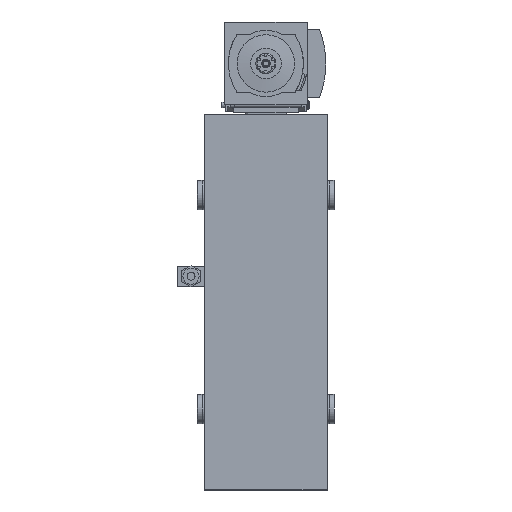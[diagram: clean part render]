
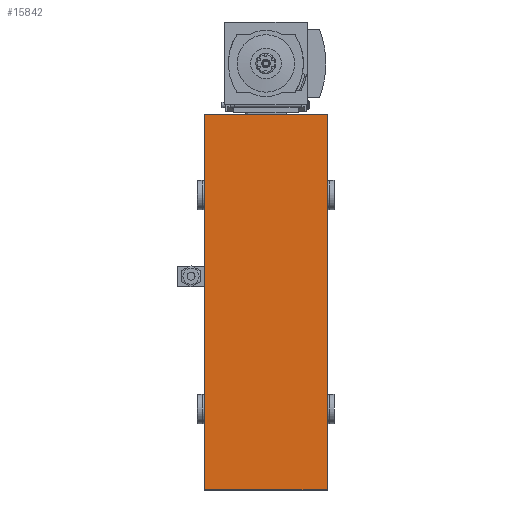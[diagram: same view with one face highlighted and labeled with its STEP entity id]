
A CAD part, front view. The second image highlights one B-rep face of the part: STEP entity #15842.
In plain terms, the highlighted planar face has unit normal (0, -1, 0).
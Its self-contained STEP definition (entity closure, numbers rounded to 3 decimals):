
#400=LINE('',#21663,#1522);
#401=LINE('',#21665,#1523);
#402=LINE('',#21667,#1524);
#403=LINE('',#21669,#1525);
#1522=VECTOR('',#17954,1000.);
#1523=VECTOR('',#17957,1000.);
#1524=VECTOR('',#17958,1000.);
#1525=VECTOR('',#17959,1000.);
#2610=PLANE('',#16626);
#3236=ORIENTED_EDGE('',*,*,#6686,.T.);
#3237=ORIENTED_EDGE('',*,*,#6685,.T.);
#3238=ORIENTED_EDGE('',*,*,#6687,.F.);
#3239=ORIENTED_EDGE('',*,*,#6688,.F.);
#6685=EDGE_CURVE('',#8400,#8402,#400,.T.);
#6686=EDGE_CURVE('',#8403,#8400,#401,.T.);
#6687=EDGE_CURVE('',#8404,#8402,#402,.T.);
#6688=EDGE_CURVE('',#8403,#8404,#403,.T.);
#8400=VERTEX_POINT('',#21658);
#8402=VERTEX_POINT('',#21662);
#8403=VERTEX_POINT('',#21666);
#8404=VERTEX_POINT('',#21668);
#10019=EDGE_LOOP('',(#3236,#3237,#3238,#3239));
#10982=FACE_BOUND('',#10019,.T.);
#15842=ADVANCED_FACE('',(#10982),#2610,.F.);
#16626=AXIS2_PLACEMENT_3D('',#21664,#17955,#17956);
#17954=DIRECTION('',(0.,0.,-1.));
#17955=DIRECTION('',(0.,1.,0.));
#17956=DIRECTION('',(0.,0.,1.));
#17957=DIRECTION('',(-1.,0.,0.));
#17958=DIRECTION('',(-1.,0.,0.));
#17959=DIRECTION('',(0.,0.,-1.));
#21658=CARTESIAN_POINT('',(-45.75,-423.,280.75));
#21662=CARTESIAN_POINT('',(-45.75,-423.,0.25));
#21663=CARTESIAN_POINT('',(-45.75,-423.,281.));
#21664=CARTESIAN_POINT('',(-45.75,-423.,281.));
#21665=CARTESIAN_POINT('',(46.,-423.,280.75));
#21666=CARTESIAN_POINT('',(45.75,-423.,280.75));
#21667=CARTESIAN_POINT('',(46.,-423.,0.25));
#21668=CARTESIAN_POINT('',(45.75,-423.,0.25));
#21669=CARTESIAN_POINT('',(45.75,-423.,281.));
